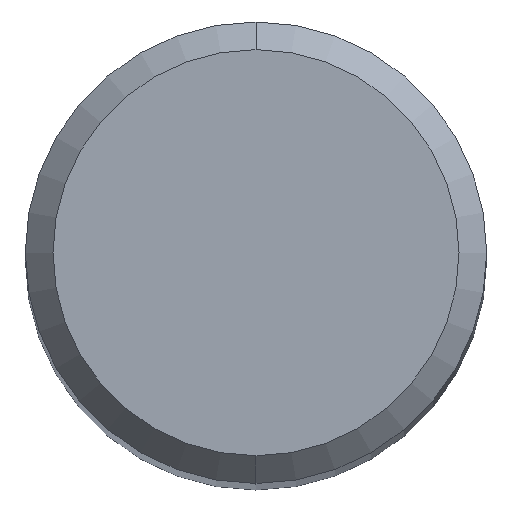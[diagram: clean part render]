
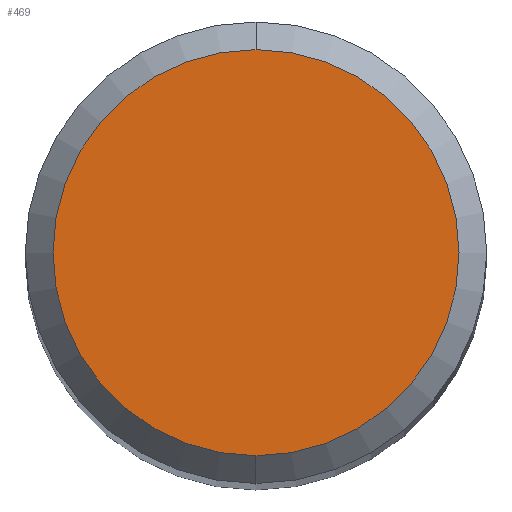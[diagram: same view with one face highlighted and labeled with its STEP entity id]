
A CAD part, top view. The second image highlights one B-rep face of the part: STEP entity #469.
In plain terms, the highlighted planar face has unit normal (0, 0, 1).
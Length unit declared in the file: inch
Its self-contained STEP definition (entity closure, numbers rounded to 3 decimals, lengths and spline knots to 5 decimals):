
#33 = VERTEX_POINT ( 'NONE', #191 ) ;
#83 = CARTESIAN_POINT ( 'NONE',  ( 0., -0.11, 0. ) ) ;
#96 = CARTESIAN_POINT ( 'NONE',  ( 0., 0., 0. ) ) ;
#103 = FACE_OUTER_BOUND ( 'NONE', #294, .T. ) ;
#139 = CARTESIAN_POINT ( 'NONE',  ( 0., 0.11, 0. ) ) ;
#146 = EDGE_CURVE ( 'NONE', #33, #193, #496, .T. ) ;
#160 = DIRECTION ( 'NONE',  ( 0., 0., -1. ) ) ;
#191 = CARTESIAN_POINT ( 'NONE',  ( 0., 0.11, 0. ) ) ;
#193 = VERTEX_POINT ( 'NONE', #83 ) ;
#234 = DIRECTION ( 'NONE',  ( 0., -1., 0. ) ) ;
#264 = DIRECTION ( 'NONE',  ( 0., 1., 0. ) ) ;
#280 = EDGE_CURVE ( 'NONE', #193, #33, #411, .T. ) ;
#282 = AXIS2_PLACEMENT_3D ( 'NONE', #96, #381, #234 ) ;
#294 = EDGE_LOOP ( 'NONE', ( #461, #333 ) ) ;
#332 = CARTESIAN_POINT ( 'NONE',  ( 0., 0., 0. ) ) ;
#333 = ORIENTED_EDGE ( 'NONE', *, *, #280, .T. ) ;
#360 = AXIS2_PLACEMENT_3D ( 'NONE', #332, #477, #484 ) ;
#381 = DIRECTION ( 'NONE',  ( 0., 0., 1. ) ) ;
#411 = CIRCLE ( 'NONE', #282, 0.11 ) ;
#437 = AXIS2_PLACEMENT_3D ( 'NONE', #139, #160, #264 ) ;
#461 = ORIENTED_EDGE ( 'NONE', *, *, #146, .T. ) ;
#469 = ADVANCED_FACE ( 'NONE', ( #103 ), #503, .F. ) ;
#477 = DIRECTION ( 'NONE',  ( 0., 0., 1. ) ) ;
#484 = DIRECTION ( 'NONE',  ( 0., -1., 0. ) ) ;
#496 = CIRCLE ( 'NONE', #360, 0.11 ) ;
#503 = PLANE ( 'NONE',  #437 ) ;
